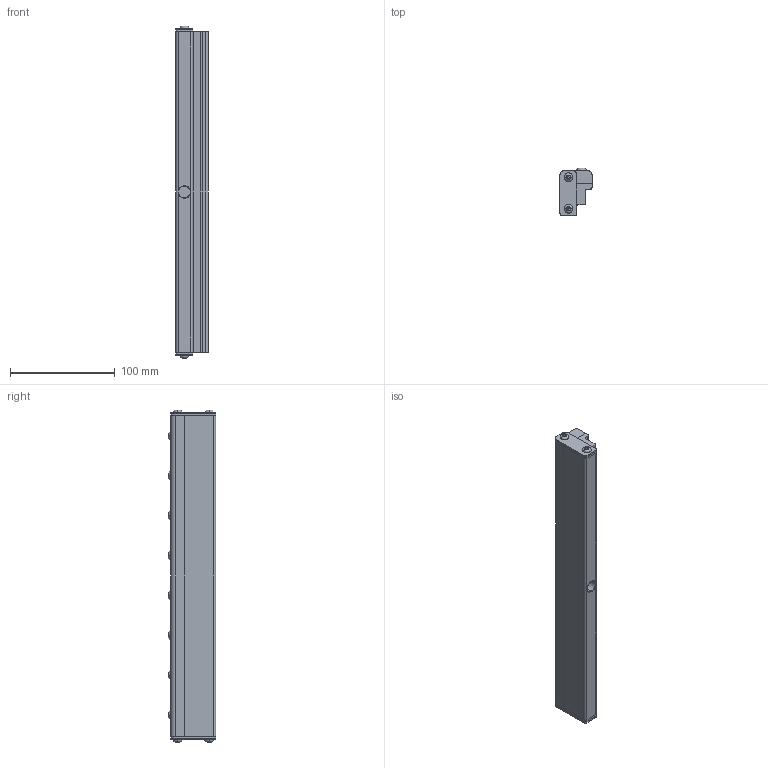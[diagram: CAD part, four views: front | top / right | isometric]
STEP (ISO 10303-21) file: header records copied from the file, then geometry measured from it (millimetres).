
FILE_DESCRIPTION (( 'STEP AP214' ), '1' );
FILE_NAME ('lama d''aria 921-12.STEP', '2013-02-04T15:36:07', ( 'PC' ), ( '' ), 'SwSTEP 2.0', 'SolidWorks 2012', '' );
FILE_SCHEMA (( 'AUTOMOTIVE_DESIGN' ));
Length unit declared in the file: millimetre
Products named in the file (1): lama d''aria 921-12
Bounding box: 30.5 x 45.2 x 316.4 mm (x, y, z)
Volume: 323355.3 mm3; surface area: 70628.9 mm2
Topology: 6 solids, 6 shells, 263 faces, 605 edges, 378 vertices
Faces by surface type: plane 137, cylinder 98, torus 24, cone 3, bspline 1
Entity records: 7544 total; most frequent: CARTESIAN_POINT 1423, DIRECTION 1231, ORIENTED_EDGE 1210, EDGE_CURVE 605, AXIS2_PLACEMENT_3D 415, LINE 401, VECTOR 401, VERTEX_POINT 378
